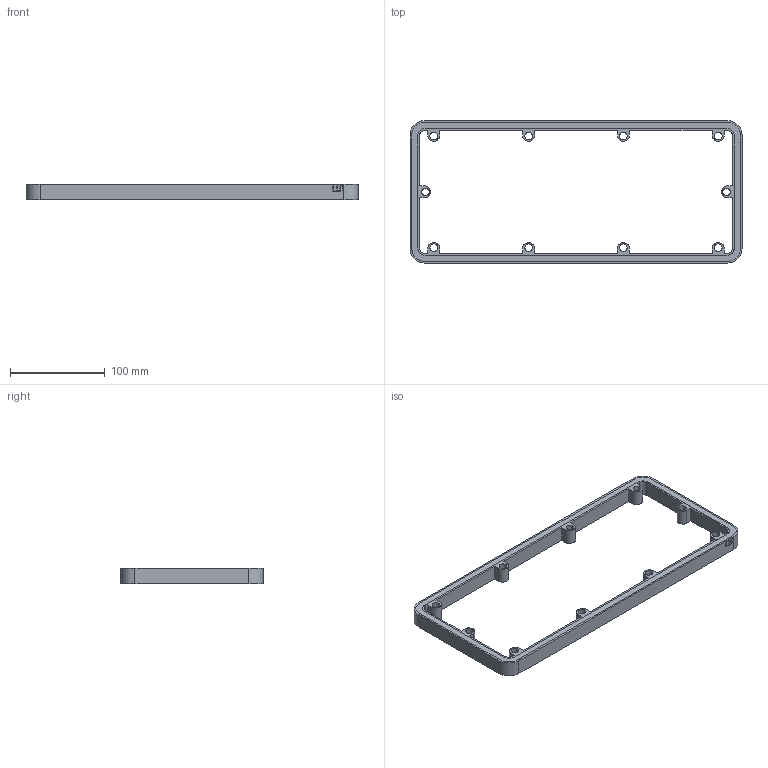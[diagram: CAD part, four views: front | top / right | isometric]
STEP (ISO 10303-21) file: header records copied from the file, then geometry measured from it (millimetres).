
FILE_DESCRIPTION((''),'2;1');
FILE_NAME('ASM0093_ASM','2021-04-26T',('marketing.praksa'),('Audax d.o.o.'),'CREO PARAMETRIC BY PTC INC, 2017480','CREO PARAMETRIC BY PTC INC, 2017480','');
FILE_SCHEMA(('AUTOMOTIVE_DESIGN { 1 0 10303 214 1 1 1 1 }'));
Length unit declared in the file: millimetre
Products named in the file (5): GUMA; PRT0148; PRT5590; PRT5591; ASM0093_ASM
Assembly tree (4 placements, depth 2):
  ASM0093_ASM
    GUMA
    PRT0148
    PRT5590
    PRT5591
Bounding box: 350 x 150.21 x 16.6 mm (x, y, z)
Volume: 169837.4 mm3; surface area: 109690.7 mm2
Topology: 6 solids, 6 shells, 255 faces, 712 edges, 476 vertices
Faces by surface type: plane 137, cylinder 118
Entity records: 12707 total; most frequent: CARTESIAN_POINT 1556, DIRECTION 1440, ORIENTED_EDGE 1424, PRESENTATION_STYLE_ASSIGNMENT 973, STYLED_ITEM 973, CURVE_STYLE 712, EDGE_CURVE 712, AXIS2_PLACEMENT_3D 484
